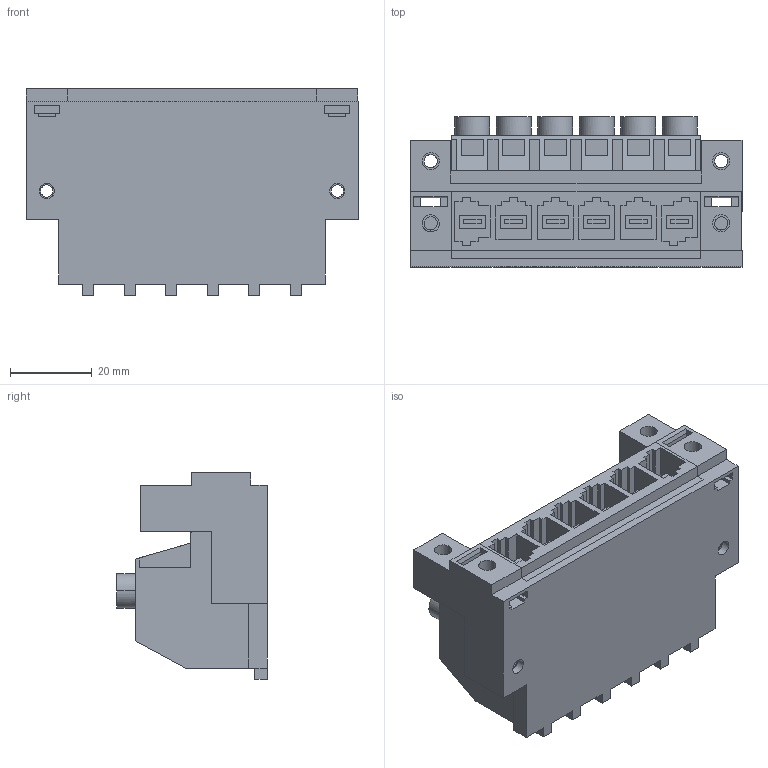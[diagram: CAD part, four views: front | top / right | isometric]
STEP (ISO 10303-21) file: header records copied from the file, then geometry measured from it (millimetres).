
FILE_DESCRIPTION(('CATIA V5 STEP Exchange','CAx-IF Rec.Pracs.--- Model Styling and Organization---1.4--- 2014-01-23'),'2;1');
FILE_NAME ('D1509347_0_2838130000_2838130000.stp','2021-11-08T10:46:22+00:00',('none'),('Weidmueller'),'CATIA Version 5-6 Release 2016','CATIA V5 STEP AP214','none');
FILE_SCHEMA(('AUTOMOTIVE_DESIGN { 1 0 10303 214 1 1 1 1 }'));
Length unit declared in the file: millimetre
Products named in the file (1): 2838130000
Bounding box: 81.28 x 36.8 x 50.5 mm (x, y, z)
Volume: 77823.4 mm3; surface area: 35743.2 mm2
Topology: 18 solids, 18 shells, 641 faces, 1809 edges, 1254 vertices
Faces by surface type: plane 575, cylinder 66
Entity records: 21896 total; most frequent: CARTESIAN_POINT 4638, ORIENTED_EDGE 3618, DIRECTION 2975, EDGE_CURVE 1809, VECTOR 1491, LINE 1491, VERTEX_POINT 1254, AXIS2_PLACEMENT_3D 844
